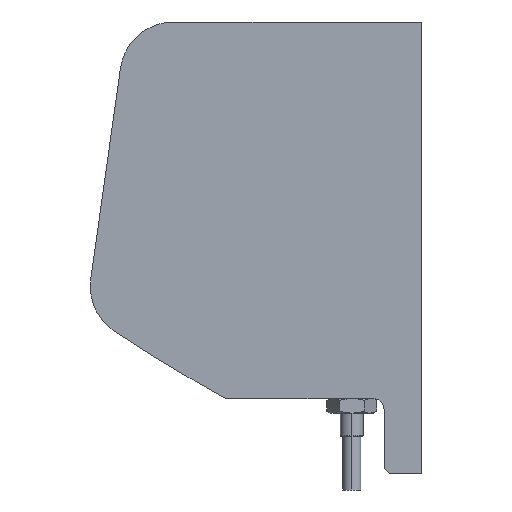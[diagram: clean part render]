
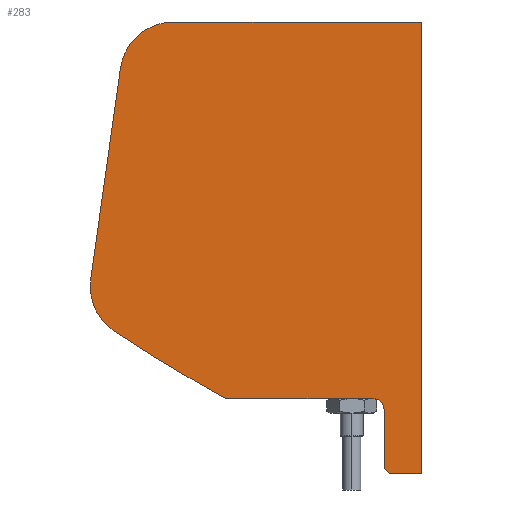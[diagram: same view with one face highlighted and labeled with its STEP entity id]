
A CAD part, left-side view. The second image highlights one B-rep face of the part: STEP entity #283.
In plain terms, the highlighted face is planar.
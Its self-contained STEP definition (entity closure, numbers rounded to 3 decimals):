
#9 = ORIENTED_EDGE ( 'NONE', *, *, #880, .T. ) ;
#87 = CARTESIAN_POINT ( 'NONE',  ( -42., 5.4, 12. ) ) ;
#108 = FACE_OUTER_BOUND ( 'NONE', #2578, .T. ) ;
#117 = DIRECTION ( 'NONE',  ( 1., 0., 0. ) ) ;
#126 = ORIENTED_EDGE ( 'NONE', *, *, #2199, .T. ) ;
#164 = CARTESIAN_POINT ( 'NONE',  ( 39.053, 86.453, 12. ) ) ;
#191 = AXIS2_PLACEMENT_3D ( 'NONE', #2845, #247, #2126 ) ;
#216 = VECTOR ( 'NONE', #1313, 1000. ) ;
#224 = EDGE_CURVE ( 'NONE', #1910, #1202, #2301, .T. ) ;
#247 = DIRECTION ( 'NONE',  ( 0., 0., 1. ) ) ;
#283 = ADVANCED_FACE ( 'NONE', ( #108 ), #2953, .T. ) ;
#296 = EDGE_CURVE ( 'NONE', #1319, #823, #637, .T. ) ;
#342 = ORIENTED_EDGE ( 'NONE', *, *, #296, .T. ) ;
#370 = DIRECTION ( 'NONE',  ( 1., 0., 0. ) ) ;
#390 = CARTESIAN_POINT ( 'NONE',  ( 234.644, -109.139, 12. ) ) ;
#398 = CARTESIAN_POINT ( 'NONE',  ( -15.469, 56.523, 12. ) ) ;
#420 = CARTESIAN_POINT ( 'NONE',  ( -42., 6.4, 12. ) ) ;
#508 = LINE ( 'NONE', #1613, #3010 ) ;
#513 = VECTOR ( 'NONE', #953, 1000. ) ;
#584 = CARTESIAN_POINT ( 'NONE',  ( -42., -0.6, 12. ) ) ;
#597 = EDGE_CURVE ( 'NONE', #1163, #2168, #697, .T. ) ;
#637 = LINE ( 'NONE', #2732, #216 ) ;
#697 = LINE ( 'NONE', #2437, #2554 ) ;
#709 = VERTEX_POINT ( 'NONE', #2261 ) ;
#744 = CARTESIAN_POINT ( 'NONE',  ( -41., 6.4, 12. ) ) ;
#823 = VERTEX_POINT ( 'NONE', #1660 ) ;
#880 = EDGE_CURVE ( 'NONE', #1686, #1319, #2910, .T. ) ;
#953 = DIRECTION ( 'NONE',  ( 1., 0., 0. ) ) ;
#967 = ORIENTED_EDGE ( 'NONE', *, *, #1245, .T. ) ;
#1064 = CARTESIAN_POINT ( 'NONE',  ( -28., 35.838, 12. ) ) ;
#1065 = CIRCLE ( 'NONE', #1492, 10. ) ;
#1082 = LINE ( 'NONE', #420, #1683 ) ;
#1128 = DIRECTION ( 'NONE',  ( -1., 0., 0. ) ) ;
#1163 = VERTEX_POINT ( 'NONE', #1064 ) ;
#1174 = VECTOR ( 'NONE', #2307, 1000. ) ;
#1189 = DIRECTION ( 'NONE',  ( 1., 0., 0. ) ) ;
#1202 = VERTEX_POINT ( 'NONE', #398 ) ;
#1245 = EDGE_CURVE ( 'NONE', #2081, #1626, #2446, .T. ) ;
#1266 = EDGE_CURVE ( 'NONE', #823, #709, #1065, .T. ) ;
#1290 = DIRECTION ( 'NONE',  ( -0.99, 0.139, 0. ) ) ;
#1313 = DIRECTION ( 'NONE',  ( 0., 1., 0. ) ) ;
#1319 = VERTEX_POINT ( 'NONE', #1415 ) ;
#1341 = ORIENTED_EDGE ( 'NONE', *, *, #224, .T. ) ;
#1409 = ORIENTED_EDGE ( 'NONE', *, *, #2372, .T. ) ;
#1415 = CARTESIAN_POINT ( 'NONE',  ( 42., -0.6, 12. ) ) ;
#1436 = CARTESIAN_POINT ( 'NONE',  ( -30., 8.4, 12. ) ) ;
#1475 = DIRECTION ( 'NONE',  ( 0., -1., 0. ) ) ;
#1484 = AXIS2_PLACEMENT_3D ( 'NONE', #2749, #2478, #370 ) ;
#1492 = AXIS2_PLACEMENT_3D ( 'NONE', #2782, #3015, #2089 ) ;
#1530 = DIRECTION ( 'NONE',  ( 0., 0., 1. ) ) ;
#1539 = ORIENTED_EDGE ( 'NONE', *, *, #2556, .T. ) ;
#1613 = CARTESIAN_POINT ( 'NONE',  ( -42., 6.914, 12. ) ) ;
#1620 = VERTEX_POINT ( 'NONE', #2229 ) ;
#1624 = DIRECTION ( 'NONE',  ( 0., -1., 0. ) ) ;
#1626 = VERTEX_POINT ( 'NONE', #87 ) ;
#1651 = ORIENTED_EDGE ( 'NONE', *, *, #1944, .T. ) ;
#1660 = CARTESIAN_POINT ( 'NONE',  ( 42., 45.502, 12. ) ) ;
#1683 = VECTOR ( 'NONE', #1128, 1000. ) ;
#1686 = VERTEX_POINT ( 'NONE', #584 ) ;
#1778 = VECTOR ( 'NONE', #1290, 1000. ) ;
#1804 = EDGE_CURVE ( 'NONE', #1626, #1686, #508, .T. ) ;
#1910 = VERTEX_POINT ( 'NONE', #2086 ) ;
#1944 = EDGE_CURVE ( 'NONE', #1202, #1163, #1959, .T. ) ;
#1959 = CIRCLE ( 'NONE', #191, 300. ) ;
#2076 = ORIENTED_EDGE ( 'NONE', *, *, #1804, .T. ) ;
#2081 = VERTEX_POINT ( 'NONE', #744 ) ;
#2086 = CARTESIAN_POINT ( 'NONE',  ( -5.74, 60.904, 12. ) ) ;
#2089 = DIRECTION ( 'NONE',  ( 1., 0., 0. ) ) ;
#2126 = DIRECTION ( 'NONE',  ( 1., 0., 0. ) ) ;
#2168 = VERTEX_POINT ( 'NONE', #2666 ) ;
#2199 = EDGE_CURVE ( 'NONE', #709, #1910, #2477, .T. ) ;
#2229 = CARTESIAN_POINT ( 'NONE',  ( -30., 6.4, 12. ) ) ;
#2261 = CARTESIAN_POINT ( 'NONE',  ( 33.392, 55.404, 12. ) ) ;
#2262 = CARTESIAN_POINT ( 'NONE',  ( 42., 54.195, 12. ) ) ;
#2283 = AXIS2_PLACEMENT_3D ( 'NONE', #390, #1530, #117 ) ;
#2301 = CIRCLE ( 'NONE', #1484, 10. ) ;
#2307 = DIRECTION ( 'NONE',  ( -0.707, -0.707, 0. ) ) ;
#2356 = CARTESIAN_POINT ( 'NONE',  ( -42., -0.6, 12. ) ) ;
#2372 = EDGE_CURVE ( 'NONE', #2168, #1620, #2994, .T. ) ;
#2437 = CARTESIAN_POINT ( 'NONE',  ( -28., 6.4, 12. ) ) ;
#2446 = LINE ( 'NONE', #164, #1174 ) ;
#2477 = LINE ( 'NONE', #2262, #1778 ) ;
#2478 = DIRECTION ( 'NONE',  ( 0., 0., 1. ) ) ;
#2492 = ORIENTED_EDGE ( 'NONE', *, *, #597, .T. ) ;
#2554 = VECTOR ( 'NONE', #1475, 1000. ) ;
#2556 = EDGE_CURVE ( 'NONE', #1620, #2081, #1082, .T. ) ;
#2578 = EDGE_LOOP ( 'NONE', ( #1539, #967, #2076, #9, #342, #2743, #126, #1341, #1651, #2492, #1409 ) ) ;
#2666 = CARTESIAN_POINT ( 'NONE',  ( -28., 8.4, 12. ) ) ;
#2732 = CARTESIAN_POINT ( 'NONE',  ( 42., -0.6, 12. ) ) ;
#2743 = ORIENTED_EDGE ( 'NONE', *, *, #1266, .T. ) ;
#2749 = CARTESIAN_POINT ( 'NONE',  ( -7.131, 51.001, 12. ) ) ;
#2775 = AXIS2_PLACEMENT_3D ( 'NONE', #1436, #2872, #1189 ) ;
#2782 = CARTESIAN_POINT ( 'NONE',  ( 32., 45.502, 12. ) ) ;
#2845 = CARTESIAN_POINT ( 'NONE',  ( 234.644, -109.139, 12. ) ) ;
#2872 = DIRECTION ( 'NONE',  ( 0., 0., -1. ) ) ;
#2910 = LINE ( 'NONE', #2356, #513 ) ;
#2953 = PLANE ( 'NONE',  #2283 ) ;
#2994 = CIRCLE ( 'NONE', #2775, 2. ) ;
#3010 = VECTOR ( 'NONE', #1624, 1000. ) ;
#3015 = DIRECTION ( 'NONE',  ( 0., 0., 1. ) ) ;
